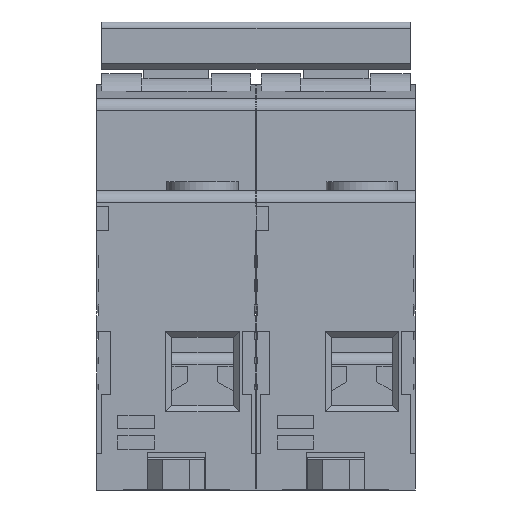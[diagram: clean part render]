
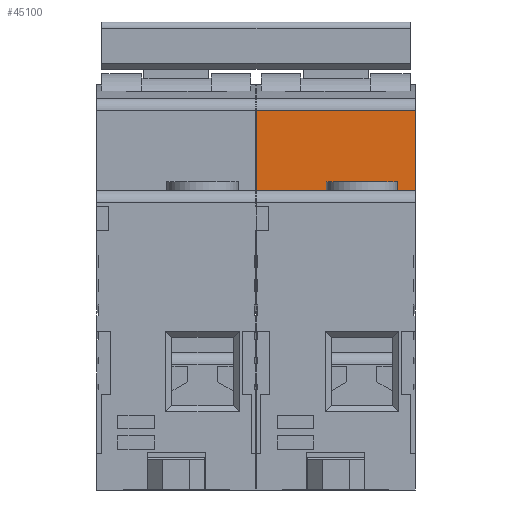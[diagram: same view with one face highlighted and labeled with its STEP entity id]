
A CAD part, front view. The second image highlights one B-rep face of the part: STEP entity #45100.
In plain terms, the highlighted planar face has unit normal (0, -1, 0).
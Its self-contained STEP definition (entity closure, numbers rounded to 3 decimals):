
#270 = VERTEX_POINT ( 'NONE', #22562 ) ;
#866 = CARTESIAN_POINT ( 'NONE',  ( 8.9, -22.5, 49.8 ) ) ;
#2467 = VECTOR ( 'NONE', #16833, 1000. ) ;
#3270 = EDGE_LOOP ( 'NONE', ( #25572, #33197, #15238, #10181 ) ) ;
#5327 = CARTESIAN_POINT ( 'NONE',  ( 8.9, -22.5, 49.8 ) ) ;
#10181 = ORIENTED_EDGE ( 'NONE', *, *, #10961, .T. ) ;
#10961 = EDGE_CURVE ( 'NONE', #270, #45517, #19842, .T. ) ;
#11124 = EDGE_CURVE ( 'NONE', #17065, #270, #16542, .T. ) ;
#13944 = CARTESIAN_POINT ( 'NONE',  ( -17.6, -22.5, 63.215 ) ) ;
#14106 = VECTOR ( 'NONE', #42469, 1000. ) ;
#15238 = ORIENTED_EDGE ( 'NONE', *, *, #11124, .T. ) ;
#16542 = LINE ( 'NONE', #31628, #22981 ) ;
#16833 = DIRECTION ( 'NONE',  ( 0., 0., -1. ) ) ;
#17065 = VERTEX_POINT ( 'NONE', #13944 ) ;
#18770 = DIRECTION ( 'NONE',  ( 0., -1., 0. ) ) ;
#19842 = LINE ( 'NONE', #46262, #14106 ) ;
#22030 = CARTESIAN_POINT ( 'NONE',  ( -17.6, -22.5, 49.8 ) ) ;
#22244 = VECTOR ( 'NONE', #37613, 1000. ) ;
#22562 = CARTESIAN_POINT ( 'NONE',  ( -17.6, -22.5, 49.8 ) ) ;
#22981 = VECTOR ( 'NONE', #47026, 1000. ) ;
#25572 = ORIENTED_EDGE ( 'NONE', *, *, #44612, .F. ) ;
#26286 = PLANE ( 'NONE',  #43456 ) ;
#31628 = CARTESIAN_POINT ( 'NONE',  ( -17.6, -22.5, 49.8 ) ) ;
#33197 = ORIENTED_EDGE ( 'NONE', *, *, #37394, .T. ) ;
#35699 = LINE ( 'NONE', #5327, #2467 ) ;
#36696 = VERTEX_POINT ( 'NONE', #38583 ) ;
#37394 = EDGE_CURVE ( 'NONE', #36696, #17065, #40399, .T. ) ;
#37613 = DIRECTION ( 'NONE',  ( -1., 0., 0. ) ) ;
#38583 = CARTESIAN_POINT ( 'NONE',  ( 8.9, -22.5, 63.215 ) ) ;
#40399 = LINE ( 'NONE', #41133, #22244 ) ;
#41133 = CARTESIAN_POINT ( 'NONE',  ( -17.6, -22.5, 63.215 ) ) ;
#42469 = DIRECTION ( 'NONE',  ( 1., 0., 0. ) ) ;
#43456 = AXIS2_PLACEMENT_3D ( 'NONE', #22030, #18770, #45469 ) ;
#44612 = EDGE_CURVE ( 'NONE', #36696, #45517, #35699, .T. ) ;
#45100 = ADVANCED_FACE ( 'NONE', ( #48946 ), #26286, .T. ) ;
#45469 = DIRECTION ( 'NONE',  ( 0., 0., -1. ) ) ;
#45517 = VERTEX_POINT ( 'NONE', #866 ) ;
#46262 = CARTESIAN_POINT ( 'NONE',  ( -17.6, -22.5, 49.8 ) ) ;
#47026 = DIRECTION ( 'NONE',  ( 0., 0., -1. ) ) ;
#48946 = FACE_OUTER_BOUND ( 'NONE', #3270, .T. ) ;
